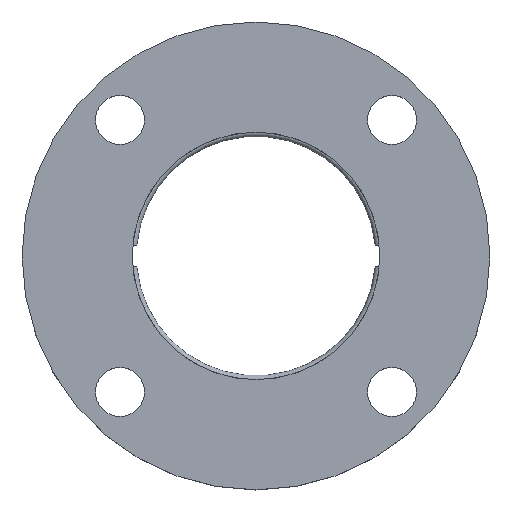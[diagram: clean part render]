
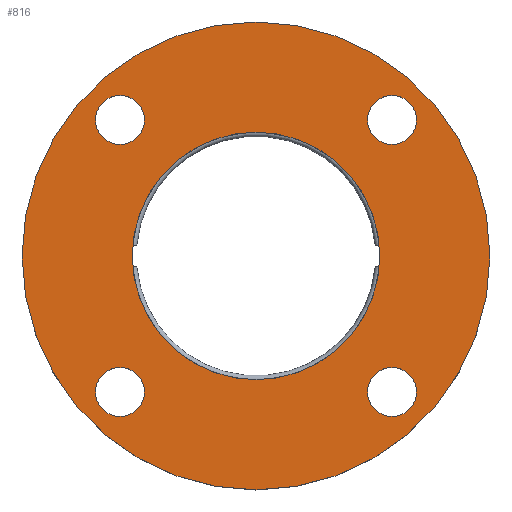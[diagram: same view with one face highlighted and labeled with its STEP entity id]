
A CAD part, top view. The second image highlights one B-rep face of the part: STEP entity #816.
In plain terms, the highlighted planar face has unit normal (0, 0, 1).
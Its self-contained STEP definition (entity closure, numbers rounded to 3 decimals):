
#8 = ORIENTED_EDGE ( 'NONE', *, *, #1028, .F. ) ;
#12 = EDGE_CURVE ( 'NONE', #822, #1228, #691, .T. ) ;
#23 = VERTEX_POINT ( 'NONE', #55 ) ;
#28 = AXIS2_PLACEMENT_3D ( 'NONE', #1500, #785, #107 ) ;
#32 = ORIENTED_EDGE ( 'NONE', *, *, #47, .T. ) ;
#47 = EDGE_CURVE ( 'NONE', #23, #838, #356, .T. ) ;
#55 = CARTESIAN_POINT ( 'NONE',  ( -29.5, -25., 0. ) ) ;
#56 = EDGE_CURVE ( 'NONE', #619, #396, #608, .T. ) ;
#69 = CARTESIAN_POINT ( 'NONE',  ( -25., -25., 0. ) ) ;
#84 = DIRECTION ( 'NONE',  ( 1., 0., 0. ) ) ;
#98 = ORIENTED_EDGE ( 'NONE', *, *, #586, .T. ) ;
#103 = DIRECTION ( 'NONE',  ( 0., 0., -1. ) ) ;
#107 = DIRECTION ( 'NONE',  ( -1., 0., 0. ) ) ;
#109 = VERTEX_POINT ( 'NONE', #1095 ) ;
#119 = VERTEX_POINT ( 'NONE', #983 ) ;
#142 = EDGE_LOOP ( 'NONE', ( #708, #791 ) ) ;
#148 = CIRCLE ( 'NONE', #1428, 4.5 ) ;
#149 = EDGE_LOOP ( 'NONE', ( #32, #1193 ) ) ;
#161 = EDGE_LOOP ( 'NONE', ( #190, #8 ) ) ;
#163 = DIRECTION ( 'NONE',  ( 0., 0., -1. ) ) ;
#166 = DIRECTION ( 'NONE',  ( 0., 0., -1. ) ) ;
#169 = FACE_BOUND ( 'NONE', #142, .T. ) ;
#176 = DIRECTION ( 'NONE',  ( 0., 0., -1. ) ) ;
#188 = DIRECTION ( 'NONE',  ( -1., 0., 0. ) ) ;
#190 = ORIENTED_EDGE ( 'NONE', *, *, #592, .F. ) ;
#198 = DIRECTION ( 'NONE',  ( 0., 0., -1. ) ) ;
#207 = CARTESIAN_POINT ( 'NONE',  ( 25., 25., 0. ) ) ;
#230 = ORIENTED_EDGE ( 'NONE', *, *, #1093, .T. ) ;
#266 = AXIS2_PLACEMENT_3D ( 'NONE', #564, #1382, #679 ) ;
#322 = DIRECTION ( 'NONE',  ( -1., 0., 0. ) ) ;
#332 = CARTESIAN_POINT ( 'NONE',  ( -20.5, 25., 0. ) ) ;
#356 = CIRCLE ( 'NONE', #644, 4.5 ) ;
#385 = CARTESIAN_POINT ( 'NONE',  ( -22.75, 0., 0. ) ) ;
#396 = VERTEX_POINT ( 'NONE', #1015 ) ;
#399 = DIRECTION ( 'NONE',  ( 0., 0., 1. ) ) ;
#403 = CARTESIAN_POINT ( 'NONE',  ( 0., 0., 0. ) ) ;
#405 = AXIS2_PLACEMENT_3D ( 'NONE', #876, #198, #993 ) ;
#428 = VERTEX_POINT ( 'NONE', #332 ) ;
#438 = FACE_BOUND ( 'NONE', #161, .T. ) ;
#441 = CIRCLE ( 'NONE', #1135, 4.5 ) ;
#445 = EDGE_CURVE ( 'NONE', #838, #23, #584, .T. ) ;
#495 = DIRECTION ( 'NONE',  ( 0., 0., -1. ) ) ;
#502 = PLANE ( 'NONE',  #1056 ) ;
#516 = EDGE_CURVE ( 'NONE', #109, #595, #441, .T. ) ;
#520 = DIRECTION ( 'NONE',  ( 1., 0., 0. ) ) ;
#538 = EDGE_LOOP ( 'NONE', ( #1311, #787 ) ) ;
#564 = CARTESIAN_POINT ( 'NONE',  ( 0., 0., 0. ) ) ;
#568 = AXIS2_PLACEMENT_3D ( 'NONE', #1476, #766, #84 ) ;
#584 = CIRCLE ( 'NONE', #591, 4.5 ) ;
#586 = EDGE_CURVE ( 'NONE', #819, #428, #938, .T. ) ;
#591 = AXIS2_PLACEMENT_3D ( 'NONE', #69, #868, #188 ) ;
#592 = EDGE_CURVE ( 'NONE', #1480, #119, #911, .T. ) ;
#595 = VERTEX_POINT ( 'NONE', #675 ) ;
#608 = CIRCLE ( 'NONE', #723, 43. ) ;
#615 = CARTESIAN_POINT ( 'NONE',  ( -20.5, -25., 0. ) ) ;
#619 = VERTEX_POINT ( 'NONE', #1136 ) ;
#644 = AXIS2_PLACEMENT_3D ( 'NONE', #855, #176, #973 ) ;
#673 = EDGE_LOOP ( 'NONE', ( #917, #1307 ) ) ;
#675 = CARTESIAN_POINT ( 'NONE',  ( 29.5, 25., 0. ) ) ;
#679 = DIRECTION ( 'NONE',  ( 1., 0., 0. ) ) ;
#691 = CIRCLE ( 'NONE', #915, 4.5 ) ;
#708 = ORIENTED_EDGE ( 'NONE', *, *, #1002, .T. ) ;
#723 = AXIS2_PLACEMENT_3D ( 'NONE', #403, #1206, #520 ) ;
#735 = FACE_BOUND ( 'NONE', #770, .T. ) ;
#766 = DIRECTION ( 'NONE',  ( 0., 0., 1. ) ) ;
#770 = EDGE_LOOP ( 'NONE', ( #98, #230 ) ) ;
#778 = FACE_OUTER_BOUND ( 'NONE', #538, .T. ) ;
#782 = CARTESIAN_POINT ( 'NONE',  ( -25., 25., 0. ) ) ;
#785 = DIRECTION ( 'NONE',  ( 0., 0., -1. ) ) ;
#787 = ORIENTED_EDGE ( 'NONE', *, *, #56, .T. ) ;
#791 = ORIENTED_EDGE ( 'NONE', *, *, #12, .T. ) ;
#816 = ADVANCED_FACE ( 'NONE', ( #1050, #169, #1368, #735, #438, #778 ), #502, .F. ) ;
#819 = VERTEX_POINT ( 'NONE', #1080 ) ;
#822 = VERTEX_POINT ( 'NONE', #841 ) ;
#838 = VERTEX_POINT ( 'NONE', #615 ) ;
#841 = CARTESIAN_POINT ( 'NONE',  ( 29.5, -25., 0. ) ) ;
#847 = CARTESIAN_POINT ( 'NONE',  ( 25., -25., 0. ) ) ;
#855 = CARTESIAN_POINT ( 'NONE',  ( -25., -25., 0. ) ) ;
#859 = CIRCLE ( 'NONE', #405, 4.5 ) ;
#868 = DIRECTION ( 'NONE',  ( 0., 0., -1. ) ) ;
#876 = CARTESIAN_POINT ( 'NONE',  ( 25., -25., 0. ) ) ;
#881 = EDGE_CURVE ( 'NONE', #396, #619, #1320, .T. ) ;
#903 = DIRECTION ( 'NONE',  ( -1., 0., 0. ) ) ;
#911 = CIRCLE ( 'NONE', #266, 22.75 ) ;
#915 = AXIS2_PLACEMENT_3D ( 'NONE', #847, #166, #958 ) ;
#917 = ORIENTED_EDGE ( 'NONE', *, *, #516, .T. ) ;
#938 = CIRCLE ( 'NONE', #28, 4.5 ) ;
#954 = DIRECTION ( 'NONE',  ( -1., 0., 0. ) ) ;
#958 = DIRECTION ( 'NONE',  ( -1., 0., 0. ) ) ;
#961 = CARTESIAN_POINT ( 'NONE',  ( 20.5, -25., 0. ) ) ;
#973 = DIRECTION ( 'NONE',  ( -1., 0., 0. ) ) ;
#983 = CARTESIAN_POINT ( 'NONE',  ( -22.75, 0., 0. ) ) ;
#993 = DIRECTION ( 'NONE',  ( -1., 0., 0. ) ) ;
#1002 = EDGE_CURVE ( 'NONE', #1228, #822, #859, .T. ) ;
#1003 = DIRECTION ( 'NONE',  ( 0., 0., -1. ) ) ;
#1015 = CARTESIAN_POINT ( 'NONE',  ( 43., 0., 0. ) ) ;
#1028 = EDGE_CURVE ( 'NONE', #119, #1480, #1459, .T. ) ;
#1050 = FACE_BOUND ( 'NONE', #673, .T. ) ;
#1056 = AXIS2_PLACEMENT_3D ( 'NONE', #385, #163, #954 ) ;
#1064 = CIRCLE ( 'NONE', #1179, 4.5 ) ;
#1080 = CARTESIAN_POINT ( 'NONE',  ( -29.5, 25., 0. ) ) ;
#1088 = CARTESIAN_POINT ( 'NONE',  ( 0., 0., 0. ) ) ;
#1093 = EDGE_CURVE ( 'NONE', #428, #819, #1064, .T. ) ;
#1095 = CARTESIAN_POINT ( 'NONE',  ( 20.5, 25., 0. ) ) ;
#1135 = AXIS2_PLACEMENT_3D ( 'NONE', #207, #1003, #322 ) ;
#1136 = CARTESIAN_POINT ( 'NONE',  ( -43., 0., 0. ) ) ;
#1147 = EDGE_CURVE ( 'NONE', #595, #109, #148, .T. ) ;
#1179 = AXIS2_PLACEMENT_3D ( 'NONE', #782, #103, #903 ) ;
#1181 = CARTESIAN_POINT ( 'NONE',  ( 25., 25., 0. ) ) ;
#1193 = ORIENTED_EDGE ( 'NONE', *, *, #445, .T. ) ;
#1199 = DIRECTION ( 'NONE',  ( 1., 0., 0. ) ) ;
#1206 = DIRECTION ( 'NONE',  ( 0., 0., 1. ) ) ;
#1228 = VERTEX_POINT ( 'NONE', #961 ) ;
#1286 = AXIS2_PLACEMENT_3D ( 'NONE', #1088, #399, #1199 ) ;
#1297 = DIRECTION ( 'NONE',  ( -1., 0., 0. ) ) ;
#1307 = ORIENTED_EDGE ( 'NONE', *, *, #1147, .T. ) ;
#1311 = ORIENTED_EDGE ( 'NONE', *, *, #881, .T. ) ;
#1320 = CIRCLE ( 'NONE', #1286, 43. ) ;
#1368 = FACE_BOUND ( 'NONE', #149, .T. ) ;
#1374 = CARTESIAN_POINT ( 'NONE',  ( 22.75, 0., 0. ) ) ;
#1382 = DIRECTION ( 'NONE',  ( 0., 0., 1. ) ) ;
#1428 = AXIS2_PLACEMENT_3D ( 'NONE', #1181, #495, #1297 ) ;
#1459 = CIRCLE ( 'NONE', #568, 22.75 ) ;
#1476 = CARTESIAN_POINT ( 'NONE',  ( 0., 0., 0. ) ) ;
#1480 = VERTEX_POINT ( 'NONE', #1374 ) ;
#1500 = CARTESIAN_POINT ( 'NONE',  ( -25., 25., 0. ) ) ;
